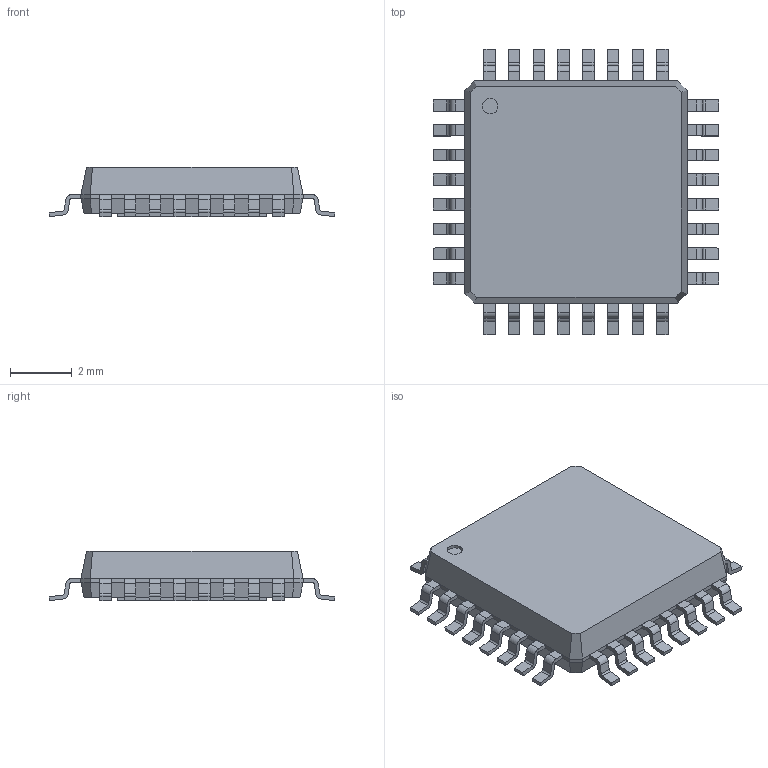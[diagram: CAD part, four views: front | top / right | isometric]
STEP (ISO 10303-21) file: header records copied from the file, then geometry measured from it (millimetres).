
FILE_DESCRIPTION((''),'2;1');
FILE_NAME('QFP80P900X900X160-32N.stp','2010-04-15T17:07:17',(''),(''),'Mechanical Desktop 2010','Mechanical Desktop 2010',', , ');
FILE_SCHEMA(('AUTOMOTIVE_DESIGN { 1 2 10303 214 1 1 1 1 }'));
Length unit declared in the file: millimetre
Products named in the file (1): Product
Bounding box: 9.25 x 9.25 x 1.6 mm (x, y, z)
Volume: 79 mm3; surface area: 233.8 mm2
Topology: 34 solids, 34 shells, 483 faces, 1226 edges, 812 vertices
Faces by surface type: bspline 224, plane 193, cylinder 66
Entity records: 15323 total; most frequent: CARTESIAN_POINT 4090, ORIENTED_EDGE 2452, DIRECTION 2006, EDGE_CURVE 1226, VECTOR 966, LINE 966, VERTEX_POINT 812, AXIS2_PLACEMENT_3D 520
